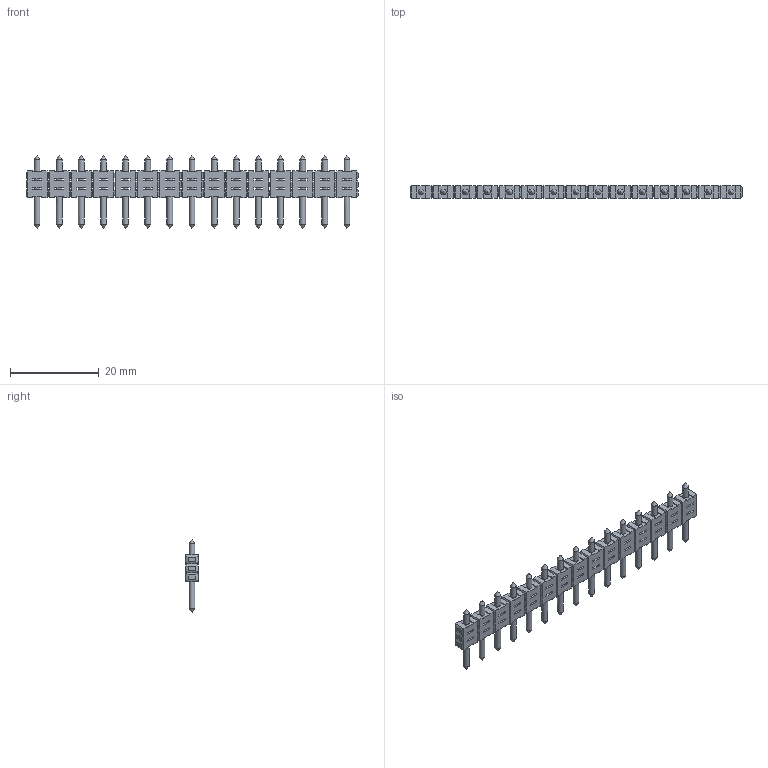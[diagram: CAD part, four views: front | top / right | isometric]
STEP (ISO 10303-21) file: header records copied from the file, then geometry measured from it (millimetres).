
FILE_DESCRIPTION(('STEP AP214'),'1');
FILE_NAME('PVST15-5.stp','2018-11-21T10:25:40',(' '),(' '),'Spatial InterOp 3D',' ',' ');
FILE_SCHEMA(('AUTOMOTIVE_DESIGN { 1 0 10303 214 1 1 1 1 }'));
Length unit declared in the file: metre
Products named in the file (1): 1
Bounding box: 75 x 2.8 x 16.5 mm (x, y, z)
Volume: 1319.1 mm3; surface area: 2493.8 mm2
Topology: 1 solids, 1 shells, 756 faces, 1947 edges, 1137 vertices
Faces by surface type: plane 666, cylinder 60, cone 30
Full cylindrical faces by diameter (mm): 1.3 x60
Entity records: 27109 total; most frequent: CARTESIAN_POINT 3571, ORIENTED_EDGE 3504, DIRECTION 3386, EDGE_CURVE 1752, LINE 1632, VECTOR 1632, VERTEX_POINT 1062, EDGE_LOOP 966
